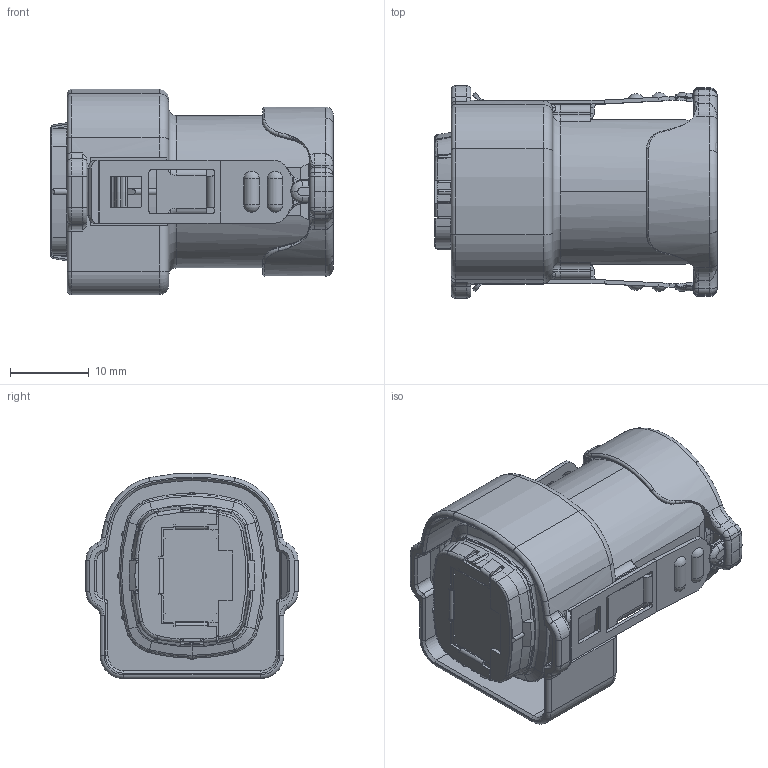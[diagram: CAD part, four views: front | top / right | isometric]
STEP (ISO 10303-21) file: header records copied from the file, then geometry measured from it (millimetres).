
FILE_DESCRIPTION (( 'STEP AP203' ), '1' );
FILE_NAME ('Customer-BB(090)A538.STEP', '2020-05-25T23:11:42', ( '' ), ( '' ), 'SwSTEP 2.0', 'SolidWorks 2018', '' );
FILE_SCHEMA (( 'CONFIG_CONTROL_DESIGN' ));
Length unit declared in the file: millimetre
Products named in the file (1): Customer-BB(090)A538
Bounding box: 35.95 x 27 x 26.13 mm (x, y, z)
Volume: 11793.8 mm3; surface area: 7178.3 mm2
Topology: 1 solids, 3 shells, 1200 faces, 3001 edges, 1797 vertices
Faces by surface type: plane 357, cylinder 342, torus 242, bspline 118, cone 105, sphere 36
Entity records: 39981 total; most frequent: CARTESIAN_POINT 11784, DIRECTION 6021, ORIENTED_EDGE 5970, EDGE_CURVE 2985, AXIS2_PLACEMENT_3D 2409, VERTEX_POINT 1797, CIRCLE 1326, EDGE_LOOP 1228
